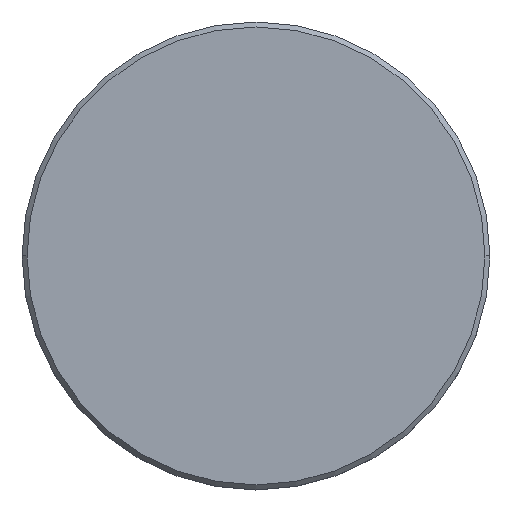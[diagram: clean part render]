
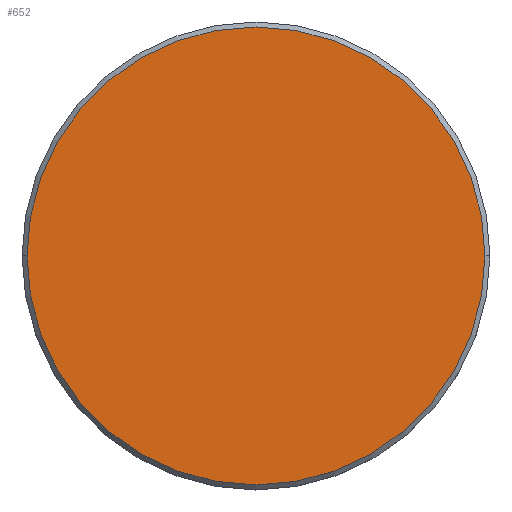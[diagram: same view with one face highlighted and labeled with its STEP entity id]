
A CAD part, top view. The second image highlights one B-rep face of the part: STEP entity #652.
In plain terms, the highlighted planar face has unit normal (0, 0, 1).
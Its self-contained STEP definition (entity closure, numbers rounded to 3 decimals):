
#51 = EDGE_CURVE ( 'NONE', #132, #386, #613, .T. ) ;
#132 = VERTEX_POINT ( 'NONE', #267 ) ;
#135 = DIRECTION ( 'NONE',  ( 1., 0., 0. ) ) ;
#146 = EDGE_LOOP ( 'NONE', ( #874, #531 ) ) ;
#162 = DIRECTION ( 'NONE',  ( 0., 0., 1. ) ) ;
#168 = DIRECTION ( 'NONE',  ( 0., 0., 1. ) ) ;
#265 = DIRECTION ( 'NONE',  ( 1., 0., 0. ) ) ;
#267 = CARTESIAN_POINT ( 'NONE',  ( -23., 0., 0. ) ) ;
#386 = VERTEX_POINT ( 'NONE', #504 ) ;
#434 = DIRECTION ( 'NONE',  ( 1., 0., 0. ) ) ;
#493 = AXIS2_PLACEMENT_3D ( 'NONE', #1176, #162, #265 ) ;
#504 = CARTESIAN_POINT ( 'NONE',  ( 23., 0., 0. ) ) ;
#531 = ORIENTED_EDGE ( 'NONE', *, *, #634, .T. ) ;
#613 = CIRCLE ( 'NONE', #826, 23. ) ;
#634 = EDGE_CURVE ( 'NONE', #386, #132, #1013, .T. ) ;
#652 = ADVANCED_FACE ( 'NONE', ( #725 ), #1180, .T. ) ;
#666 = CARTESIAN_POINT ( 'NONE',  ( 0., 0., 0. ) ) ;
#694 = AXIS2_PLACEMENT_3D ( 'NONE', #730, #168, #434 ) ;
#725 = FACE_OUTER_BOUND ( 'NONE', #146, .T. ) ;
#730 = CARTESIAN_POINT ( 'NONE',  ( 0., 0., 0. ) ) ;
#826 = AXIS2_PLACEMENT_3D ( 'NONE', #666, #1085, #135 ) ;
#874 = ORIENTED_EDGE ( 'NONE', *, *, #51, .T. ) ;
#1013 = CIRCLE ( 'NONE', #493, 23. ) ;
#1085 = DIRECTION ( 'NONE',  ( 0., 0., 1. ) ) ;
#1176 = CARTESIAN_POINT ( 'NONE',  ( 0., 0., 0. ) ) ;
#1180 = PLANE ( 'NONE',  #694 ) ;
